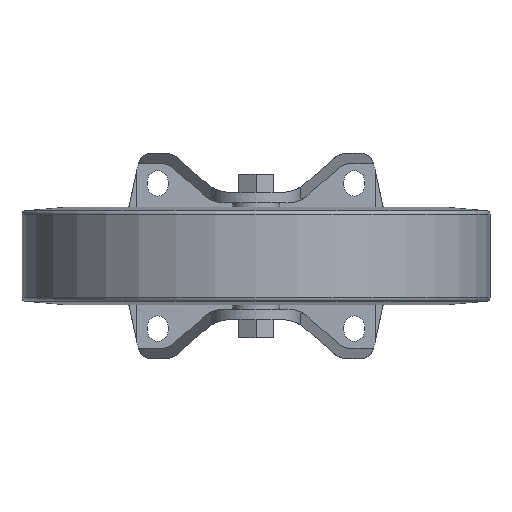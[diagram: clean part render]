
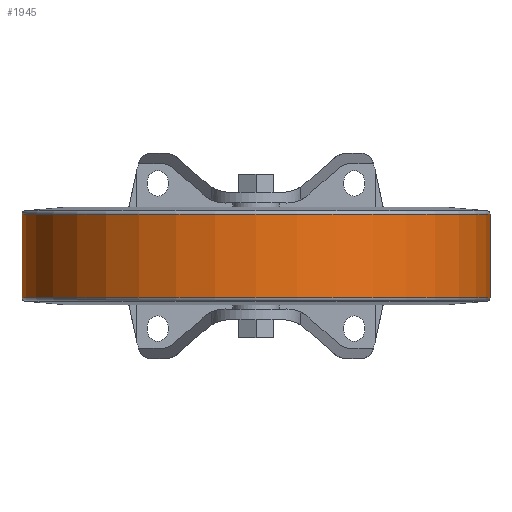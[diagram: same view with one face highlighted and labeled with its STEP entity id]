
A CAD part, front view. The second image highlights one B-rep face of the part: STEP entity #1945.
In plain terms, the highlighted cylindrical face has radius 125 mm (diameter 250 mm), a full revolution.
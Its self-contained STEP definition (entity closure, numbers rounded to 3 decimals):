
#952=ORIENTED_EDGE('',*,*,#1234,.F.);
#953=ORIENTED_EDGE('',*,*,#1233,.T.);
#1233=EDGE_CURVE('',#1421,#1421,#1497,.T.);
#1234=EDGE_CURVE('',#1422,#1422,#1498,.T.);
#1421=VERTEX_POINT('',#3352);
#1422=VERTEX_POINT('',#3355);
#1497=CIRCLE('',#2160,125.);
#1498=CIRCLE('',#2162,125.);
#1634=EDGE_LOOP('',(#952));
#1635=EDGE_LOOP('',(#953));
#1784=FACE_BOUND('',#1634,.T.);
#1785=FACE_BOUND('',#1635,.T.);
#1845=CYLINDRICAL_SURFACE('',#2161,125.);
#1945=ADVANCED_FACE('',(#1784,#1785),#1845,.T.);
#2160=AXIS2_PLACEMENT_3D('',#3351,#2722,#2723);
#2161=AXIS2_PLACEMENT_3D('',#3353,#2724,#2725);
#2162=AXIS2_PLACEMENT_3D('',#3354,#2726,#2727);
#2722=DIRECTION('',(0.,0.,-1.));
#2723=DIRECTION('',(-1.,0.,0.));
#2724=DIRECTION('',(0.,0.,-1.));
#2725=DIRECTION('',(-1.,0.,0.));
#2726=DIRECTION('',(0.,0.,-1.));
#2727=DIRECTION('',(-1.,0.,0.));
#3351=CARTESIAN_POINT('',(0.,0.,22.351));
#3352=CARTESIAN_POINT('',(-125.,0.,22.351));
#3353=CARTESIAN_POINT('',(0.,0.,-25.5));
#3354=CARTESIAN_POINT('',(0.,0.,-22.351));
#3355=CARTESIAN_POINT('',(-125.,0.,-22.351));
